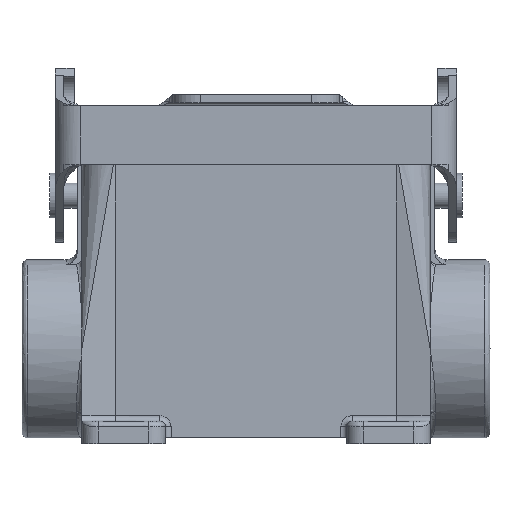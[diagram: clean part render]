
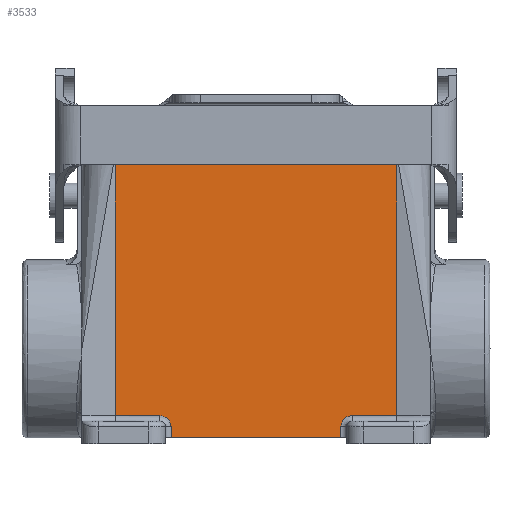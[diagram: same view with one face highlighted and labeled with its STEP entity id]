
A CAD part, front view. The second image highlights one B-rep face of the part: STEP entity #3533.
In plain terms, the highlighted planar face has unit normal (0, -1, 0).
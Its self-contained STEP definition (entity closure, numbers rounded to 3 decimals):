
#2135=B_SPLINE_CURVE_WITH_KNOTS('',3,(#9236,#9237,#9238,#9239,#9240,#9241,
#9242),.UNSPECIFIED.,.F.,.F.,(4,1,1,1,4),(0.,0.289,0.53,
0.732,1.),.UNSPECIFIED.);
#2147=B_SPLINE_CURVE_WITH_KNOTS('',3,(#9461,#9462,#9463,#9464,#9465,#9466,
#9467),.UNSPECIFIED.,.F.,.F.,(4,1,1,1,4),(0.,0.268,0.47,
0.711,1.),.UNSPECIFIED.);
#2367=FACE_OUTER_BOUND('',#4102,.T.);
#2623=PLANE('',#7442);
#2734=LINE('',#9270,#3095);
#2742=LINE('',#9308,#3103);
#2756=LINE('',#9454,#3117);
#2833=LINE('',#10315,#3194);
#2837=LINE('',#10367,#3198);
#2838=LINE('',#10369,#3199);
#2839=LINE('',#10371,#3200);
#2840=LINE('',#10372,#3201);
#3095=VECTOR('',#7846,1.);
#3103=VECTOR('',#7864,1.);
#3117=VECTOR('',#7910,1.);
#3194=VECTOR('',#8117,1.);
#3198=VECTOR('',#8127,1.);
#3199=VECTOR('',#8130,1.);
#3200=VECTOR('',#8131,1.);
#3201=VECTOR('',#8132,1.);
#3533=ADVANCED_FACE('',(#2367),#2623,.T.);
#4102=EDGE_LOOP('',(#4793,#4794,#4795,#4796,#4797,#4798,#4799,#4800,#4801,
#4802));
#4793=ORIENTED_EDGE('',*,*,#6619,.T.);
#4794=ORIENTED_EDGE('',*,*,#6610,.T.);
#4795=ORIENTED_EDGE('',*,*,#6620,.F.);
#4796=ORIENTED_EDGE('',*,*,#6621,.T.);
#4797=ORIENTED_EDGE('',*,*,#6435,.T.);
#4798=ORIENTED_EDGE('',*,*,#6419,.T.);
#4799=ORIENTED_EDGE('',*,*,#6423,.T.);
#4800=ORIENTED_EDGE('',*,*,#6622,.F.);
#4801=ORIENTED_EDGE('',*,*,#6464,.T.);
#4802=ORIENTED_EDGE('',*,*,#6467,.T.);
#5914=VERTEX_POINT('',#9235);
#5915=VERTEX_POINT('',#9243);
#5917=VERTEX_POINT('',#9269);
#5924=VERTEX_POINT('',#9305);
#5944=VERTEX_POINT('',#9453);
#5945=VERTEX_POINT('',#9455);
#5946=VERTEX_POINT('',#9459);
#6035=VERTEX_POINT('',#10307);
#6036=VERTEX_POINT('',#10316);
#6041=VERTEX_POINT('',#10370);
#6419=EDGE_CURVE('',#5915,#5914,#2135,.T.);
#6423=EDGE_CURVE('',#5914,#5917,#2734,.T.);
#6435=EDGE_CURVE('',#5924,#5915,#2742,.T.);
#6464=EDGE_CURVE('',#5945,#5944,#2756,.T.);
#6467=EDGE_CURVE('',#5944,#5946,#2147,.T.);
#6610=EDGE_CURVE('',#6036,#6035,#2833,.T.);
#6619=EDGE_CURVE('',#5946,#6036,#2837,.T.);
#6620=EDGE_CURVE('',#6041,#6035,#2838,.T.);
#6621=EDGE_CURVE('',#6041,#5924,#2839,.T.);
#6622=EDGE_CURVE('',#5945,#5917,#2840,.T.);
#7442=AXIS2_PLACEMENT_3D('',#10373,#8133,#8134);
#7846=DIRECTION('',(0.,0.,-1.));
#7864=DIRECTION('',(1.,0.,0.));
#7910=DIRECTION('',(0.,0.,1.));
#8117=DIRECTION('',(0.,0.,1.));
#8127=DIRECTION('',(1.,0.,0.));
#8130=DIRECTION('',(1.,0.,0.));
#8131=DIRECTION('',(0.,0.,-1.));
#8132=DIRECTION('',(-1.,0.,0.));
#8133=DIRECTION('',(0.,-1.,0.));
#8134=DIRECTION('',(0.,0.,1.));
#9235=CARTESIAN_POINT('',(-7.,-14.75,3.));
#9236=CARTESIAN_POINT('',(-9.,-14.75,5.));
#9237=CARTESIAN_POINT('',(-8.697,-14.75,5.));
#9238=CARTESIAN_POINT('',(-8.142,-14.75,4.872));
#9239=CARTESIAN_POINT('',(-7.519,-14.75,4.403));
#9240=CARTESIAN_POINT('',(-7.105,-14.75,3.773));
#9241=CARTESIAN_POINT('',(-7.,-14.75,3.281));
#9242=CARTESIAN_POINT('',(-7.,-14.75,3.));
#9243=CARTESIAN_POINT('',(-9.,-14.75,5.));
#9269=CARTESIAN_POINT('',(-7.,-14.75,1.));
#9270=CARTESIAN_POINT('',(-7.,-14.75,3.));
#9305=CARTESIAN_POINT('',(-17.,-14.75,5.));
#9308=CARTESIAN_POINT('',(-17.,-14.75,5.));
#9453=CARTESIAN_POINT('',(23.5,-14.75,3.));
#9454=CARTESIAN_POINT('',(23.5,-14.75,1.));
#9455=CARTESIAN_POINT('',(23.5,-14.75,1.));
#9459=CARTESIAN_POINT('',(25.5,-14.75,5.));
#9461=CARTESIAN_POINT('',(23.5,-14.75,3.));
#9462=CARTESIAN_POINT('',(23.5,-14.75,3.281));
#9463=CARTESIAN_POINT('',(23.605,-14.75,3.773));
#9464=CARTESIAN_POINT('',(24.019,-14.75,4.403));
#9465=CARTESIAN_POINT('',(24.642,-14.75,4.872));
#9466=CARTESIAN_POINT('',(25.197,-14.75,5.));
#9467=CARTESIAN_POINT('',(25.5,-14.75,5.));
#10307=CARTESIAN_POINT('',(33.5,-14.75,52.));
#10315=CARTESIAN_POINT('',(33.5,-14.75,5.));
#10316=CARTESIAN_POINT('',(33.5,-14.75,5.));
#10367=CARTESIAN_POINT('',(25.5,-14.75,5.));
#10369=CARTESIAN_POINT('',(-17.,-14.75,52.));
#10370=CARTESIAN_POINT('',(-17.,-14.75,52.));
#10371=CARTESIAN_POINT('',(-17.,-14.75,52.));
#10372=CARTESIAN_POINT('',(23.5,-14.75,1.));
#10373=CARTESIAN_POINT('',(33.6,-14.75,0.9));
